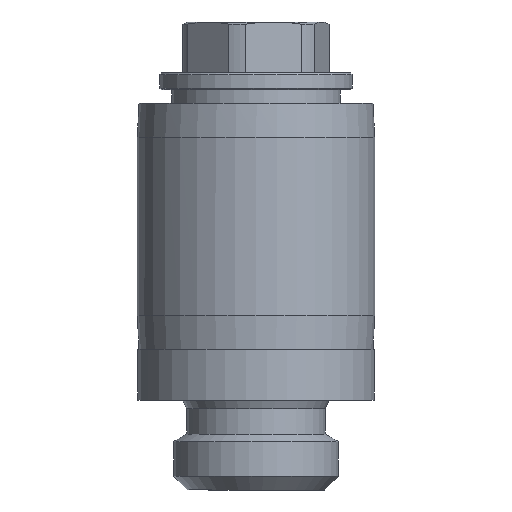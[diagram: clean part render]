
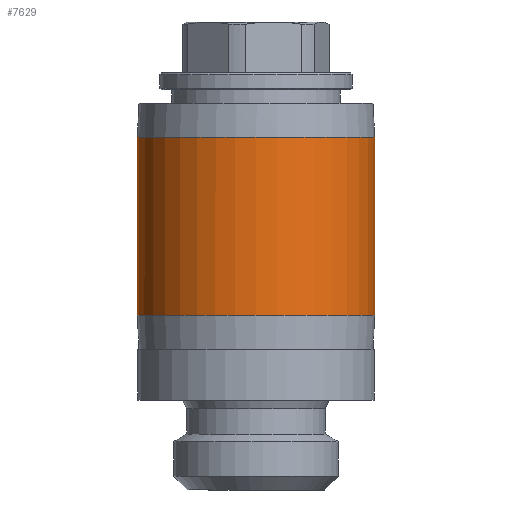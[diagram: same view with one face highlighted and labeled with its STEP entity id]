
A CAD part, left-side view. The second image highlights one B-rep face of the part: STEP entity #7629.
In plain terms, the highlighted cylindrical face has radius 7 mm (diameter 14 mm), a full revolution.
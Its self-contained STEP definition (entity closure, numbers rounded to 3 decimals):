
#2081=B_SPLINE_CURVE_WITH_KNOTS('',3,(#10619,#10620,#10621,#10622,#10623,
#10624,#10625,#10626,#10627,#10628,#10629,#10630,#10631,#10632,#10633,#10634,
#10635,#10636,#10637,#10638,#10639,#10640,#10641,#10642,#10643,#10644,#10645,
#10646,#10647,#10648,#10649,#10650,#10651,#10652),.UNSPECIFIED.,.T.,.F.,
(4,2,2,2,2,2,2,2,2,2,2,2,2,2,2,2,4),(-1.897,-1.779,
-1.66,-1.542,-1.423,-1.305,
-1.186,-1.067,-0.949,-0.83,
-0.711,-0.593,-0.474,-0.356,
-0.237,-0.119,0.),.UNSPECIFIED.);
#2470=FACE_BOUND('',#2948,.T.);
#2471=FACE_BOUND('',#2949,.T.);
#2519=FACE_OUTER_BOUND('',#2947,.T.);
#2947=EDGE_LOOP('',(#5361));
#2948=EDGE_LOOP('',(#5362));
#2949=EDGE_LOOP('',(#5363));
#3404=CIRCLE('',#8079,7.);
#3405=CIRCLE('',#8081,7.);
#3467=VERTEX_POINT('',#10618);
#3469=VERTEX_POINT('',#10656);
#3470=VERTEX_POINT('',#10659);
#4226=EDGE_CURVE('',#3467,#3467,#2081,.T.);
#4228=EDGE_CURVE('',#3469,#3469,#3404,.T.);
#4229=EDGE_CURVE('',#3470,#3470,#3405,.T.);
#5361=ORIENTED_EDGE('',*,*,#4228,.F.);
#5362=ORIENTED_EDGE('',*,*,#4226,.F.);
#5363=ORIENTED_EDGE('',*,*,#4229,.T.);
#7594=CYLINDRICAL_SURFACE('',#8083,7.);
#7629=ADVANCED_FACE('',(#2519,#2470,#2471),#7594,.T.);
#8079=AXIS2_PLACEMENT_3D('',#10657,#8612,#8613);
#8081=AXIS2_PLACEMENT_3D('',#10660,#8616,#8617);
#8083=AXIS2_PLACEMENT_3D('',#10663,#8620,#8621);
#8612=DIRECTION('center_axis',(0.,0.,1.));
#8613=DIRECTION('ref_axis',(1.,0.,0.));
#8616=DIRECTION('center_axis',(0.,0.,1.));
#8617=DIRECTION('ref_axis',(1.,0.,0.));
#8620=DIRECTION('center_axis',(0.,0.,1.));
#8621=DIRECTION('ref_axis',(1.,0.,0.));
#10618=CARTESIAN_POINT('',(38.624,17.287,4.602));
#10619=CARTESIAN_POINT('Ctrl Pts',(37.9,14.187,1.502));
#10620=CARTESIAN_POINT('Ctrl Pts',(37.9,14.187,1.106));
#10621=CARTESIAN_POINT('Ctrl Pts',(37.942,14.267,0.689));
#10622=CARTESIAN_POINT('Ctrl Pts',(38.084,14.585,-0.073));
#10623=CARTESIAN_POINT('Ctrl Pts',(38.182,14.822,-0.418));
#10624=CARTESIAN_POINT('Ctrl Pts',(38.362,15.367,-0.962));
#10625=CARTESIAN_POINT('Ctrl Pts',(38.456,15.712,-1.2));
#10626=CARTESIAN_POINT('Ctrl Pts',(38.588,16.474,-1.518));
#10627=CARTESIAN_POINT('Ctrl Pts',(38.624,16.892,-1.598));
#10628=CARTESIAN_POINT('Ctrl Pts',(38.624,17.682,-1.598));
#10629=CARTESIAN_POINT('Ctrl Pts',(38.588,18.1,-1.518));
#10630=CARTESIAN_POINT('Ctrl Pts',(38.456,18.862,-1.2));
#10631=CARTESIAN_POINT('Ctrl Pts',(38.362,19.207,-0.962));
#10632=CARTESIAN_POINT('Ctrl Pts',(38.182,19.751,-0.418));
#10633=CARTESIAN_POINT('Ctrl Pts',(38.084,19.989,-0.073));
#10634=CARTESIAN_POINT('Ctrl Pts',(37.942,20.307,0.689));
#10635=CARTESIAN_POINT('Ctrl Pts',(37.9,20.387,1.106));
#10636=CARTESIAN_POINT('Ctrl Pts',(37.9,20.387,1.897));
#10637=CARTESIAN_POINT('Ctrl Pts',(37.942,20.307,2.315));
#10638=CARTESIAN_POINT('Ctrl Pts',(38.084,19.989,3.077));
#10639=CARTESIAN_POINT('Ctrl Pts',(38.182,19.751,3.421));
#10640=CARTESIAN_POINT('Ctrl Pts',(38.362,19.207,3.966));
#10641=CARTESIAN_POINT('Ctrl Pts',(38.456,18.862,4.204));
#10642=CARTESIAN_POINT('Ctrl Pts',(38.588,18.1,4.522));
#10643=CARTESIAN_POINT('Ctrl Pts',(38.624,17.682,4.602));
#10644=CARTESIAN_POINT('Ctrl Pts',(38.624,16.892,4.602));
#10645=CARTESIAN_POINT('Ctrl Pts',(38.588,16.474,4.522));
#10646=CARTESIAN_POINT('Ctrl Pts',(38.456,15.712,4.204));
#10647=CARTESIAN_POINT('Ctrl Pts',(38.362,15.367,3.966));
#10648=CARTESIAN_POINT('Ctrl Pts',(38.182,14.822,3.421));
#10649=CARTESIAN_POINT('Ctrl Pts',(38.084,14.585,3.077));
#10650=CARTESIAN_POINT('Ctrl Pts',(37.942,14.267,2.315));
#10651=CARTESIAN_POINT('Ctrl Pts',(37.9,14.187,1.897));
#10652=CARTESIAN_POINT('Ctrl Pts',(37.9,14.187,1.502));
#10656=CARTESIAN_POINT('',(24.624,17.287,6.752));
#10657=CARTESIAN_POINT('Origin',(31.624,17.287,6.752));
#10659=CARTESIAN_POINT('',(24.624,17.287,-3.748));
#10660=CARTESIAN_POINT('Origin',(31.624,17.287,-3.748));
#10663=CARTESIAN_POINT('Origin',(31.624,17.287,1.502));
